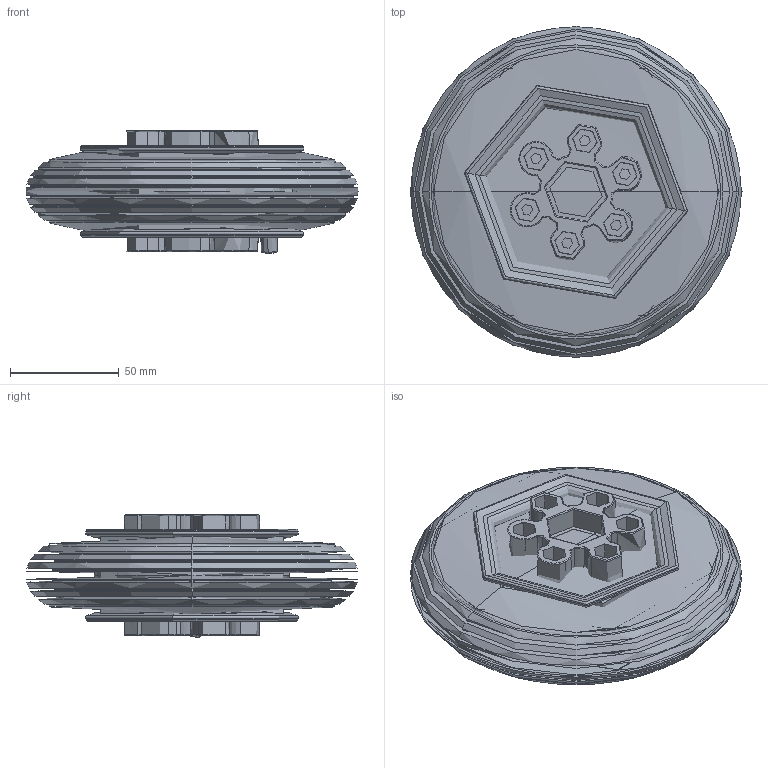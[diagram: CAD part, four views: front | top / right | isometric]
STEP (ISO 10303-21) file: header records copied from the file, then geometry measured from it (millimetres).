
FILE_DESCRIPTION (( 'STEP AP214' ), '1' );
FILE_NAME ('am-4189 6in pneumatic wheel.STEP', '2019-11-27T16:54:10', ( '' ), ( '' ), 'SwSTEP 2.0', 'SolidWorks 2019', '' );
FILE_SCHEMA (( 'AUTOMOTIVE_DESIGN' ));
Length unit declared in the file: inch
Products named in the file (17): 4-40x1000 PHCS - Mcm 91735A117; 6 Hub; am-4189 6in pneumatic wheel; 6in pneumatic wheel hub assembly; am-2474 6in pneumatic tire; Valve; 4-40x1000 PHCS - Mcm 91735A117_91735A117
Assembly tree (17 placements, depth 3):
  6 Hub
  am-4189 6in pneumatic wheel
    am-2474 6in pneumatic tire
    6in pneumatic wheel hub assembly
      6 Hub  x2
    Valve
    4-40x1000 PHCS - Mcm 91735A117_91735A117  x6
  6 Hub
  am-2474 6in pneumatic tire
  Valve
Bounding box: 152.4 x 152.13 x 56.34 mm (x, y, z)
Volume: 436661.1 mm3; surface area: 122902.9 mm2
Topology: 10 solids, 10 shells, 2232 faces, 6480 edges, 4258 vertices
Faces by surface type: cylinder 1426, plane 270, bspline 242, torus 150, cone 132, sphere 12
Entity records: 39319 total; most frequent: CARTESIAN_POINT 23543, ORIENTED_EDGE 3878, DIRECTION 2571, EDGE_CURVE 1939, VERTEX_POINT 1303, AXIS2_PLACEMENT_3D 1041, EDGE_LOOP 724, ADVANCED_FACE 663
